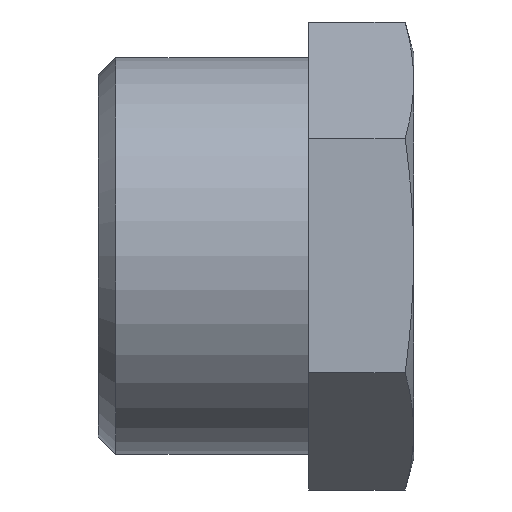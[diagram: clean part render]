
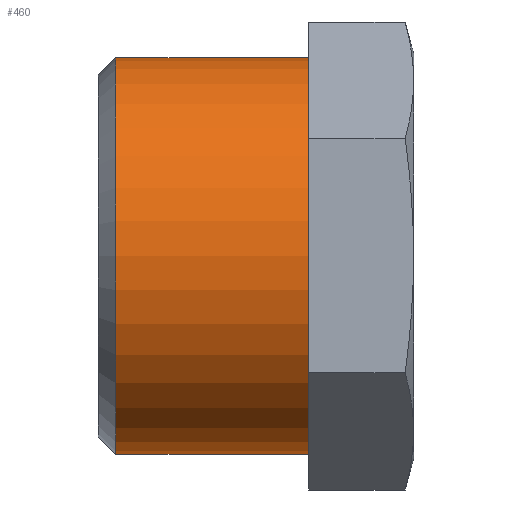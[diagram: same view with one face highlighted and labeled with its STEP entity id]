
A CAD part, top view. The second image highlights one B-rep face of the part: STEP entity #460.
In plain terms, the highlighted cylindrical face has radius 13.22 mm (diameter 26.44 mm), a partial arc.
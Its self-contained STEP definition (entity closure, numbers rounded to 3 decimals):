
#45=CYLINDRICAL_SURFACE('',#530,13.22);
#71=FACE_OUTER_BOUND('',#102,.T.);
#102=EDGE_LOOP('',(#382,#383,#384,#385));
#127=CIRCLE('',#529,13.22);
#128=CIRCLE('',#531,13.22);
#132=LINE('',#677,#156);
#133=LINE('',#680,#157);
#156=VECTOR('',#547,1.);
#157=VECTOR('',#550,1.);
#178=VERTEX_POINT('',#667);
#180=VERTEX_POINT('',#670);
#182=VERTEX_POINT('',#676);
#183=VERTEX_POINT('',#678);
#218=EDGE_CURVE('',#182,#178,#132,.T.);
#220=EDGE_CURVE('',#180,#183,#133,.T.);
#271=EDGE_CURVE('',#183,#182,#127,.T.);
#272=EDGE_CURVE('',#180,#178,#128,.T.);
#382=ORIENTED_EDGE('',*,*,#218,.T.);
#383=ORIENTED_EDGE('',*,*,#272,.F.);
#384=ORIENTED_EDGE('',*,*,#220,.T.);
#385=ORIENTED_EDGE('',*,*,#271,.T.);
#460=ADVANCED_FACE('',(#71),#45,.T.);
#529=AXIS2_PLACEMENT_3D('',#808,#653,#654);
#530=AXIS2_PLACEMENT_3D('',#809,#655,#656);
#531=AXIS2_PLACEMENT_3D('',#810,#657,#658);
#547=DIRECTION('',(-1.,0.,0.));
#550=DIRECTION('',(1.,0.,0.));
#653=DIRECTION('center_axis',(-1.,0.,0.));
#654=DIRECTION('ref_axis',(0.,1.,0.));
#655=DIRECTION('center_axis',(-1.,0.,0.));
#656=DIRECTION('ref_axis',(0.,1.,0.));
#657=DIRECTION('center_axis',(-1.,0.,0.));
#658=DIRECTION('ref_axis',(0.,1.,0.));
#667=CARTESIAN_POINT('',(-12.84,13.22,0.));
#670=CARTESIAN_POINT('',(-12.84,-13.22,0.));
#676=CARTESIAN_POINT('',(0.,13.22,0.));
#677=CARTESIAN_POINT('',(-6.42,13.22,0.));
#678=CARTESIAN_POINT('',(0.,-13.22,0.));
#680=CARTESIAN_POINT('',(-6.42,-13.22,0.));
#808=CARTESIAN_POINT('Origin',(0.,0.,0.));
#809=CARTESIAN_POINT('Origin',(-6.42,0.,0.));
#810=CARTESIAN_POINT('Origin',(-12.84,0.,0.));
